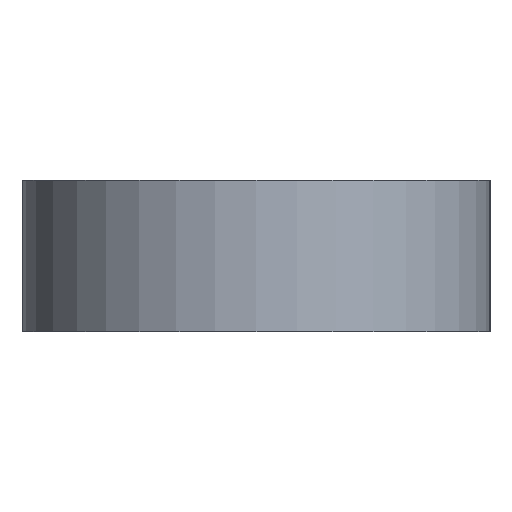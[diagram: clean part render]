
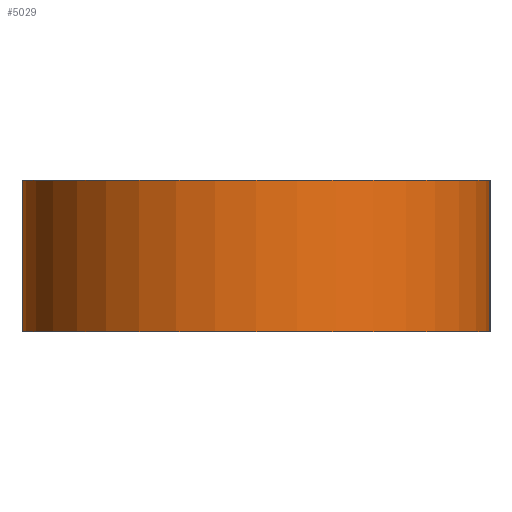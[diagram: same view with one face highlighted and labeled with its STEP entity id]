
A CAD part, left-side view. The second image highlights one B-rep face of the part: STEP entity #5029.
In plain terms, the highlighted cylindrical face has radius 13.902 mm (diameter 27.805 mm), a partial arc.
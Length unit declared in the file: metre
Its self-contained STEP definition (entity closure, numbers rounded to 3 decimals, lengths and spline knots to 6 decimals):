
#46=CIRCLE('',#5342,0.013902);
#47=CIRCLE('',#5343,0.013902);
#325=CYLINDRICAL_SURFACE('',#5341,0.013902);
#628=ORIENTED_EDGE('',*,*,#2205,.T.);
#629=ORIENTED_EDGE('',*,*,#2206,.F.);
#630=ORIENTED_EDGE('',*,*,#2207,.F.);
#631=ORIENTED_EDGE('',*,*,#2208,.T.);
#2205=EDGE_CURVE('',#2993,#2994,#46,.T.);
#2206=EDGE_CURVE('',#2995,#2994,#3486,.T.);
#2207=EDGE_CURVE('',#2996,#2995,#47,.T.);
#2208=EDGE_CURVE('',#2996,#2993,#3487,.T.);
#2993=VERTEX_POINT('',#7829);
#2994=VERTEX_POINT('',#7830);
#2995=VERTEX_POINT('',#7832);
#2996=VERTEX_POINT('',#7834);
#3486=LINE('',#7831,#3979);
#3487=LINE('',#7835,#3980);
#3979=VECTOR('',#6122,1.);
#3980=VECTOR('',#6125,1.);
#4378=EDGE_LOOP('',(#628,#629,#630,#631));
#4645=FACE_BOUND('',#4378,.T.);
#5029=ADVANCED_FACE('',(#4645),#325,.T.);
#5341=AXIS2_PLACEMENT_3D('',#7827,#6118,#6119);
#5342=AXIS2_PLACEMENT_3D('',#7828,#6120,#6121);
#5343=AXIS2_PLACEMENT_3D('',#7833,#6123,#6124);
#6118=DIRECTION('',(0.,0.,-1.));
#6119=DIRECTION('',(-1.,0.,0.));
#6120=DIRECTION('',(0.,0.,1.));
#6121=DIRECTION('',(1.,0.,0.));
#6122=DIRECTION('',(0.,0.,-1.));
#6123=DIRECTION('',(0.,0.,1.));
#6124=DIRECTION('',(1.,0.,0.));
#6125=DIRECTION('',(0.,0.,-1.));
#7827=CARTESIAN_POINT('',(0.,0.,0.009));
#7828=CARTESIAN_POINT('',(0.,0.,0.));
#7829=CARTESIAN_POINT('',(0.,0.013902,0.));
#7830=CARTESIAN_POINT('',(0.,-0.013902,0.));
#7831=CARTESIAN_POINT('',(0.,-0.013902,0.009));
#7832=CARTESIAN_POINT('',(0.,-0.013902,0.009));
#7833=CARTESIAN_POINT('',(0.,0.,0.009));
#7834=CARTESIAN_POINT('',(0.,0.013902,0.009));
#7835=CARTESIAN_POINT('',(0.,0.013902,0.009));
